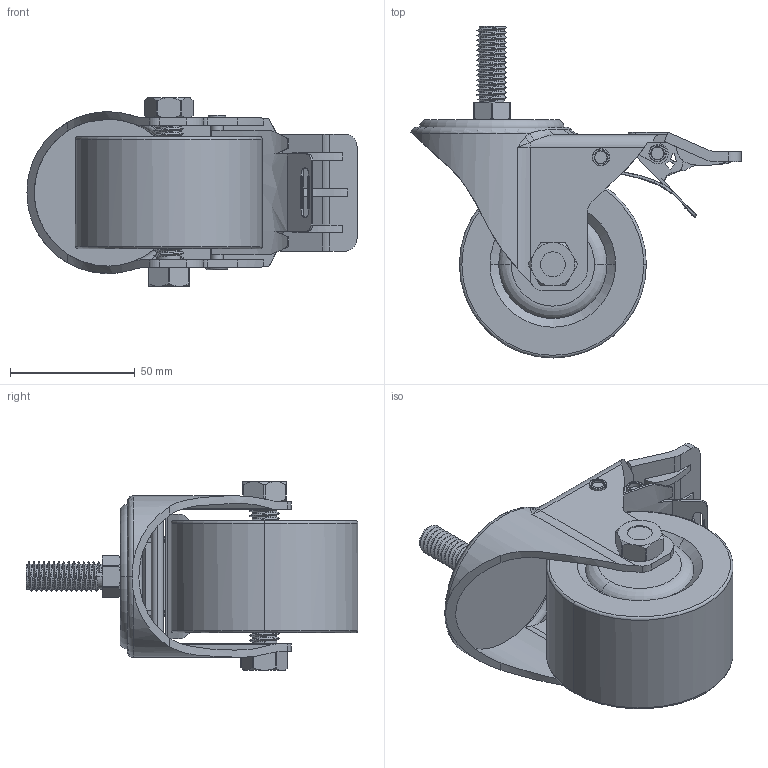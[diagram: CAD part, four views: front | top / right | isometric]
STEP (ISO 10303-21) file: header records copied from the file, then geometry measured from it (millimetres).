
FILE_DESCRIPTION((''),'2;1');
FILE_NAME('3DZX-LG-SC_ASM','2021-04-14T',('MAYANYAN'),(''),'PRO/ENGINEER BY PARAMETRIC TECHNOLOGY CORPORATION, 2013240','PRO/ENGINEER BY PARAMETRIC TECHNOLOGY CORPORATION, 2013240','');
FILE_SCHEMA(('CONFIG_CONTROL_DESIGN'));
Length unit declared in the file: millimetre
Products named in the file (7): 3CUN-DIBAN-YUAN; 3CUN-ZTBAN-DIZX; LUNZI-75X45_1; LUODING-75X19; LUOMAO-20_1; LUODING-38X17-_1; 3DZX-LG-SC_ASM
Assembly tree (6 placements, depth 2):
  3DZX-LG-SC_ASM
    3CUN-DIBAN-YUAN
    3CUN-ZTBAN-DIZX
    LUNZI-75X45_1
    LUODING-75X19
    LUOMAO-20_1
    LUODING-38X17-_1
Bounding box: 132.44 x 133.17 x 75.5 mm (x, y, z)
Volume: 264792.2 mm3; surface area: 70217.1 mm2
Topology: 6 solids, 7 shells, 539 faces, 1496 edges, 986 vertices
Faces by surface type: plane 256, cylinder 181, bspline 36, torus 32, cone 20, extrusion 14
Entity records: 26222 total; most frequent: CARTESIAN_POINT 12837, ORIENTED_EDGE 2978, DIRECTION 2413, EDGE_CURVE 1496, VERTEX_POINT 986, VECTOR 867, LINE 853, AXIS2_PLACEMENT_3D 773
